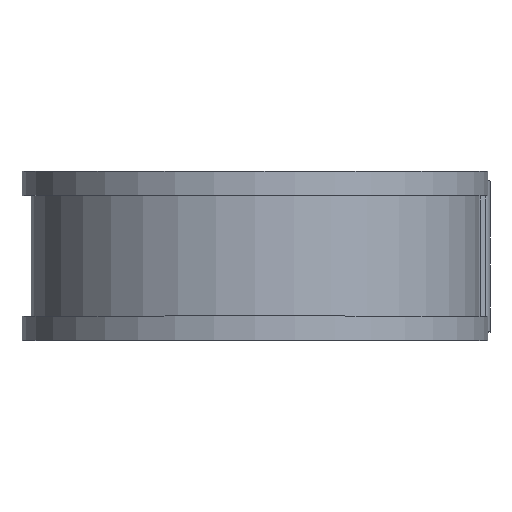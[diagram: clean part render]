
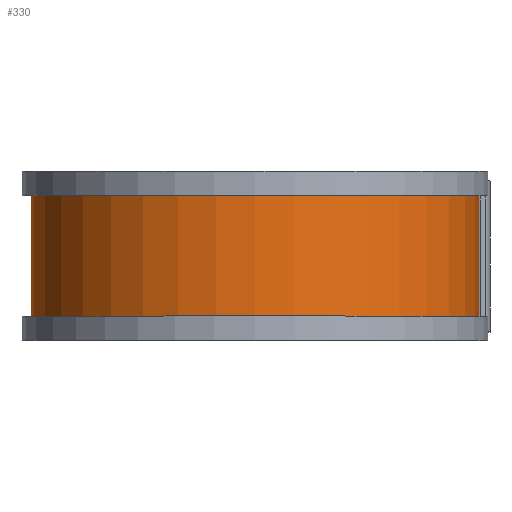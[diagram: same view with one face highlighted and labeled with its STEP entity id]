
A CAD part, top view. The second image highlights one B-rep face of the part: STEP entity #330.
In plain terms, the highlighted cylindrical face has radius 37.668 mm (diameter 75.336 mm), a partial arc.
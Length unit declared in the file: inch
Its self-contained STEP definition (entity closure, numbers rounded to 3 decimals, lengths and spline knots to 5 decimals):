
#5 = VERTEX_POINT ( 'NONE', #898 ) ;
#77 = DIRECTION ( 'NONE',  ( 0., -1., 0. ) ) ;
#82 = FACE_OUTER_BOUND ( 'NONE', #1374, .T. ) ;
#196 = CARTESIAN_POINT ( 'NONE',  ( 1.483, 0.5, 0. ) ) ;
#232 = DIRECTION ( 'NONE',  ( 0., 0., -1. ) ) ;
#301 = DIRECTION ( 'NONE',  ( 0., -1., 0. ) ) ;
#315 = CARTESIAN_POINT ( 'NONE',  ( 0., 0.4, 0. ) ) ;
#330 = ADVANCED_FACE ( 'NONE', ( #82 ), #832, .T. ) ;
#395 = CARTESIAN_POINT ( 'NONE',  ( 0., -0.4, -1.483 ) ) ;
#451 = CARTESIAN_POINT ( 'NONE',  ( 0., 0.5, -1.483 ) ) ;
#485 = EDGE_CURVE ( 'NONE', #5, #635, #753, .T. ) ;
#519 = CARTESIAN_POINT ( 'NONE',  ( 1.483, -0.4, 0. ) ) ;
#550 = ORIENTED_EDGE ( 'NONE', *, *, #1050, .F. ) ;
#562 = VERTEX_POINT ( 'NONE', #395 ) ;
#635 = VERTEX_POINT ( 'NONE', #1739 ) ;
#652 = CARTESIAN_POINT ( 'NONE',  ( 0., -0.4, 0. ) ) ;
#653 = EDGE_CURVE ( 'NONE', #635, #562, #1238, .T. ) ;
#719 = LINE ( 'NONE', #196, #1743 ) ;
#753 = CIRCLE ( 'NONE', #1228, 1.483 ) ;
#794 = DIRECTION ( 'NONE',  ( 0., 0., -1. ) ) ;
#832 = CYLINDRICAL_SURFACE ( 'NONE', #1487, 1.483 ) ;
#852 = VECTOR ( 'NONE', #77, 39.37008 ) ;
#898 = CARTESIAN_POINT ( 'NONE',  ( 1.483, 0.4, 0. ) ) ;
#952 = CIRCLE ( 'NONE', #962, 1.483 ) ;
#962 = AXIS2_PLACEMENT_3D ( 'NONE', #652, #1549, #794 ) ;
#970 = ORIENTED_EDGE ( 'NONE', *, *, #1647, .F. ) ;
#975 = VERTEX_POINT ( 'NONE', #519 ) ;
#1050 = EDGE_CURVE ( 'NONE', #975, #562, #952, .T. ) ;
#1066 = DIRECTION ( 'NONE',  ( 0., -1., 0. ) ) ;
#1228 = AXIS2_PLACEMENT_3D ( 'NONE', #315, #301, #232 ) ;
#1238 = LINE ( 'NONE', #451, #852 ) ;
#1303 = CARTESIAN_POINT ( 'NONE',  ( 0., 0.5, 0. ) ) ;
#1307 = DIRECTION ( 'NONE',  ( 0., 0., -1. ) ) ;
#1329 = DIRECTION ( 'NONE',  ( 0., -1., 0. ) ) ;
#1374 = EDGE_LOOP ( 'NONE', ( #970, #1529, #1405, #550 ) ) ;
#1405 = ORIENTED_EDGE ( 'NONE', *, *, #653, .T. ) ;
#1487 = AXIS2_PLACEMENT_3D ( 'NONE', #1303, #1329, #1307 ) ;
#1529 = ORIENTED_EDGE ( 'NONE', *, *, #485, .T. ) ;
#1549 = DIRECTION ( 'NONE',  ( 0., -1., 0. ) ) ;
#1647 = EDGE_CURVE ( 'NONE', #5, #975, #719, .T. ) ;
#1739 = CARTESIAN_POINT ( 'NONE',  ( 0., 0.4, -1.483 ) ) ;
#1743 = VECTOR ( 'NONE', #1066, 39.37008 ) ;
